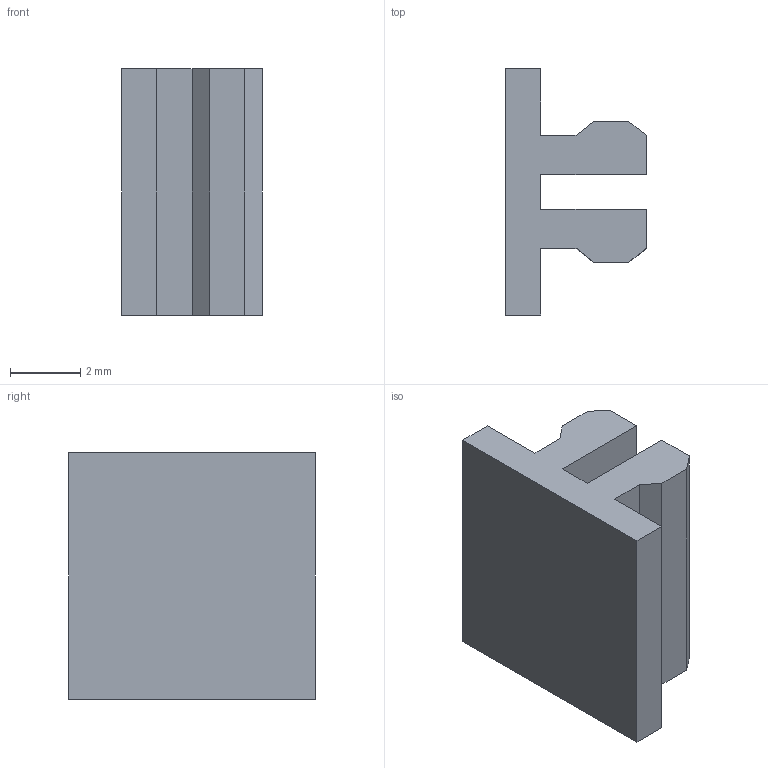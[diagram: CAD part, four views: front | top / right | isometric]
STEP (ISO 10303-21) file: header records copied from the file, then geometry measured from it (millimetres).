
FILE_DESCRIPTION(/* description */ (''),/* implementation_level */ '2;1');
FILE_NAME(/* name */ '1515_SnapIn_LDO.step',/* time_stamp */ '2020-11-03T14:31:57+01:00',/* author */ (''),/* organization */ (''),/* preprocessor_version */ 'ST-DEVELOPER v18.1',/* originating_system */ 'Autodesk Translation Framework v9.3.0.1241',/* authorisation */ '');
FILE_SCHEMA (('AUTOMOTIVE_DESIGN { 1 0 10303 214 3 1 1 }'));
Length unit declared in the file: millimetre
Products named in the file (1): 1515_SnapIn_LDO
Bounding box: 4 x 7 x 7 mm (x, y, z)
Volume: 103.6 mm3; surface area: 229.5 mm2
Topology: 1 solids, 1 shells, 20 faces, 54 edges, 36 vertices
Faces by surface type: plane 20
Entity records: 651 total; most frequent: CARTESIAN_POINT 111, ORIENTED_EDGE 108, DIRECTION 96, LINE 54, VECTOR 54, EDGE_CURVE 54, VERTEX_POINT 36, AXIS2_PLACEMENT_3D 21
